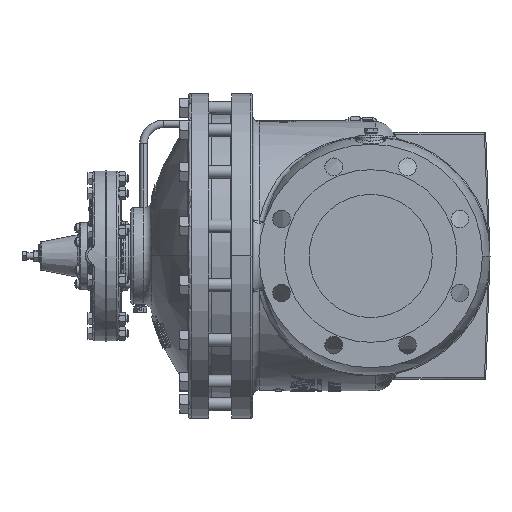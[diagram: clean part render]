
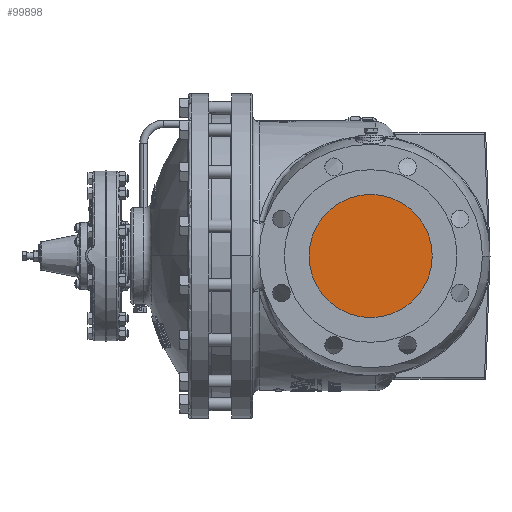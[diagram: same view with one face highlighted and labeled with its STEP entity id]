
A CAD part, left-side view. The second image highlights one B-rep face of the part: STEP entity #99898.
In plain terms, the highlighted planar face has unit normal (-1, 0, 0).
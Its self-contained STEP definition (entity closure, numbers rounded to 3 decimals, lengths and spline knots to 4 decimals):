
#3391 = EDGE_CURVE ( 'NONE', #42278, #97744, #67291, .T. ) ;
#8574 = AXIS2_PLACEMENT_3D ( 'NONE', #29356, #94638, #38751 ) ;
#21830 = EDGE_CURVE ( 'NONE', #97744, #42278, #74235, .T. ) ;
#29356 = CARTESIAN_POINT ( 'NONE',  ( -9.6532, 0., 0. ) ) ;
#32035 = CARTESIAN_POINT ( 'NONE',  ( -9.6532, 0., 0. ) ) ;
#33181 = CARTESIAN_POINT ( 'NONE',  ( -9.6532, 0., 0. ) ) ;
#33447 = FACE_OUTER_BOUND ( 'NONE', #77355, .T. ) ;
#38751 = DIRECTION ( 'NONE',  ( 0., 0., -1. ) ) ;
#40121 = ORIENTED_EDGE ( 'NONE', *, *, #3391, .F. ) ;
#42278 = VERTEX_POINT ( 'NONE', #46611 ) ;
#42540 = PLANE ( 'NONE',  #114530 ) ;
#46611 = CARTESIAN_POINT ( 'NONE',  ( -9.6532, 0., -3.0313 ) ) ;
#58534 = DIRECTION ( 'NONE',  ( 0., 0., -1. ) ) ;
#67291 = CIRCLE ( 'NONE', #93227, 3.0313 ) ;
#68699 = CARTESIAN_POINT ( 'NONE',  ( -9.6532, 0., 3.0313 ) ) ;
#74235 = CIRCLE ( 'NONE', #8574, 3.0313 ) ;
#77355 = EDGE_LOOP ( 'NONE', ( #100807, #40121 ) ) ;
#78460 = DIRECTION ( 'NONE',  ( 1., 0., 0. ) ) ;
#85095 = DIRECTION ( 'NONE',  ( 1., 0., 0. ) ) ;
#93227 = AXIS2_PLACEMENT_3D ( 'NONE', #32035, #85095, #58534 ) ;
#94638 = DIRECTION ( 'NONE',  ( 1., 0., 0. ) ) ;
#97744 = VERTEX_POINT ( 'NONE', #68699 ) ;
#99898 = ADVANCED_FACE ( 'NONE', ( #33447 ), #42540, .F. ) ;
#100807 = ORIENTED_EDGE ( 'NONE', *, *, #21830, .F. ) ;
#107797 = DIRECTION ( 'NONE',  ( 0., 0., -1. ) ) ;
#114530 = AXIS2_PLACEMENT_3D ( 'NONE', #33181, #78460, #107797 ) ;
